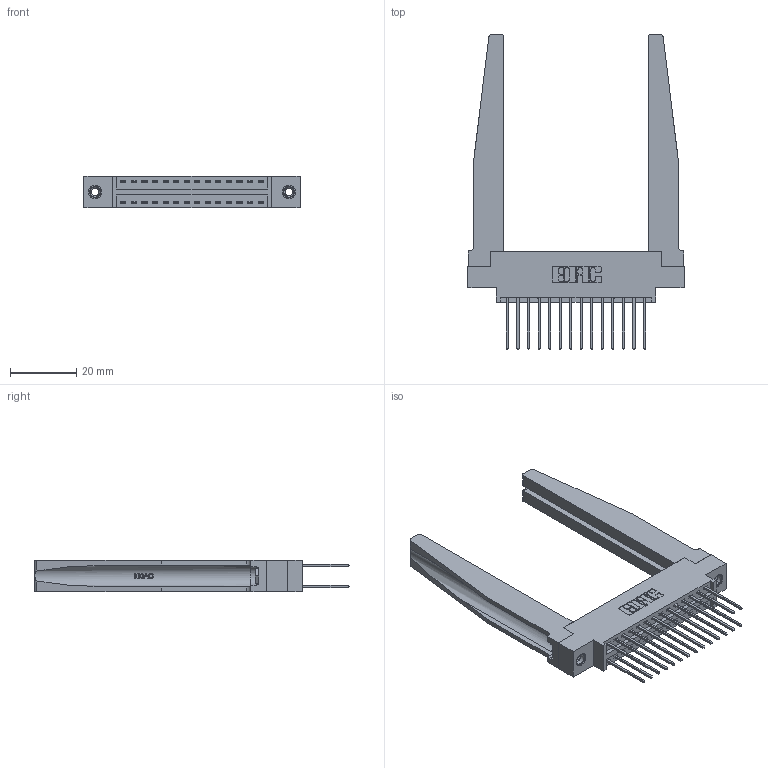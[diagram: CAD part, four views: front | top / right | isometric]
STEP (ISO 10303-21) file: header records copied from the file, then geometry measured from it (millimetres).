
FILE_DESCRIPTION (( 'STEP AP203' ), '1' );
FILE_NAME ('346-028-540-878.STEP', '2022-05-19T04:35:42', ( '' ), ( '' ), 'SwSTEP 2.0', 'SolidWorks 2020', '' );
FILE_SCHEMA (( 'CONFIG_CONTROL_DESIGN' ));
Length unit declared in the file: inch
Products named in the file (5): 346 Part_0.170 Offset - 0.156 Dia-TH; 346-028-540-878; 345-250-001_345-250-001-102; 346-220-078_345-220-078; 345-292-001_345-293-140
Assembly tree (33 placements, depth 2):
  346-028-540-878
    346 Part_0.170 Offset - 0.156 Dia-TH
    345-292-001_345-293-140  x28
    346-220-078_345-220-078  x2
    345-250-001_345-250-001-102  x2
Bounding box: 65.02 x 94.74 x 9.4 mm (x, y, z)
Volume: 12965.5 mm3; surface area: 15138.9 mm2
Topology: 33 solids, 33 shells, 1830 faces, 5325 edges, 3502 vertices
Faces by surface type: plane 1216, cylinder 562, bspline 36, cone 12, torus 4
Entity records: 18220 total; most frequent: CARTESIAN_POINT 3985, ORIENTED_EDGE 2806, DIRECTION 2549, EDGE_CURVE 1403, VECTOR 1121, LINE 1121, VERTEX_POINT 928, AXIS2_PLACEMENT_3D 714
